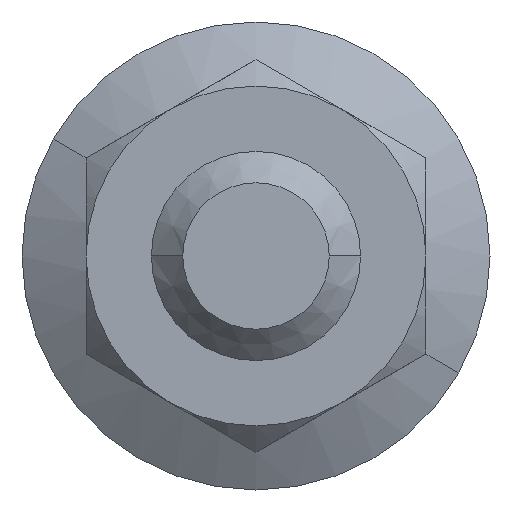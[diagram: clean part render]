
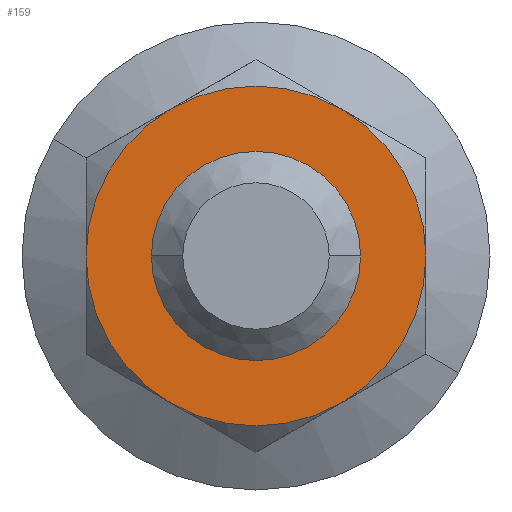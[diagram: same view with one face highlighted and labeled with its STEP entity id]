
A CAD part, front view. The second image highlights one B-rep face of the part: STEP entity #159.
In plain terms, the highlighted planar face has unit normal (0, -1, 0).
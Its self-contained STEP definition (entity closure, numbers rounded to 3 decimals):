
#54 = AXIS2_PLACEMENT_3D ( 'NONE', #744, #1923, #917 ) ;
#62 = VERTEX_POINT ( 'NONE', #338 ) ;
#82 = AXIS2_PLACEMENT_3D ( 'NONE', #886, #2074, #1062 ) ;
#101 = CIRCLE ( 'NONE', #1709, 6.5 ) ;
#102 = ORIENTED_EDGE ( 'NONE', *, *, #1112, .T. ) ;
#111 = ORIENTED_EDGE ( 'NONE', *, *, #1122, .F. ) ;
#140 = ORIENTED_EDGE ( 'NONE', *, *, #1831, .T. ) ;
#159 = ADVANCED_FACE ( 'NONE', ( #1558, #1999 ), #1851, .T. ) ;
#222 = CIRCLE ( 'NONE', #1611, 3.324 ) ;
#258 = CARTESIAN_POINT ( 'NONE',  ( 0., -33., 0. ) ) ;
#259 = DIRECTION ( 'NONE',  ( 0., -1., 0. ) ) ;
#274 = AXIS2_PLACEMENT_3D ( 'NONE', #258, #1425, #426 ) ;
#305 = EDGE_CURVE ( 'NONE', #2002, #1321, #101, .T. ) ;
#312 = DIRECTION ( 'NONE',  ( 0., -1., 0. ) ) ;
#338 = CARTESIAN_POINT ( 'NONE',  ( -2.878, -33., 1.662 ) ) ;
#343 = EDGE_LOOP ( 'NONE', ( #348, #111 ) ) ;
#348 = ORIENTED_EDGE ( 'NONE', *, *, #2052, .F. ) ;
#426 = DIRECTION ( 'NONE',  ( -0.866, 0., 0.5 ) ) ;
#453 = AXIS2_PLACEMENT_3D ( 'NONE', #1248, #259, #1427 ) ;
#471 = ORIENTED_EDGE ( 'NONE', *, *, #1591, .T. ) ;
#473 = VERTEX_POINT ( 'NONE', #877 ) ;
#582 = CIRCLE ( 'NONE', #82, 6.5 ) ;
#630 = CARTESIAN_POINT ( 'NONE',  ( 0., -33., 0. ) ) ;
#701 = DIRECTION ( 'NONE',  ( 0., -1., 0. ) ) ;
#720 = ORIENTED_EDGE ( 'NONE', *, *, #1682, .T. ) ;
#744 = CARTESIAN_POINT ( 'NONE',  ( 0., -33., 0. ) ) ;
#751 = CIRCLE ( 'NONE', #274, 3.324 ) ;
#877 = CARTESIAN_POINT ( 'NONE',  ( -6.5, -33., 0. ) ) ;
#886 = CARTESIAN_POINT ( 'NONE',  ( 0., -33., 0. ) ) ;
#900 = DIRECTION ( 'NONE',  ( -0.866, 0., 0.5 ) ) ;
#916 = CARTESIAN_POINT ( 'NONE',  ( 0., -33., 0. ) ) ;
#917 = DIRECTION ( 'NONE',  ( 0.5, 0., 0.866 ) ) ;
#925 = CARTESIAN_POINT ( 'NONE',  ( -3.25, -33., -5.629 ) ) ;
#929 = CIRCLE ( 'NONE', #453, 6.5 ) ;
#962 = EDGE_LOOP ( 'NONE', ( #471, #2027, #720, #140, #1450, #102 ) ) ;
#966 = DIRECTION ( 'NONE',  ( 0., -1., 0. ) ) ;
#984 = VERTEX_POINT ( 'NONE', #2036 ) ;
#1013 = CARTESIAN_POINT ( 'NONE',  ( -6.5, -33., 3.753 ) ) ;
#1062 = DIRECTION ( 'NONE',  ( 0.5, 0., 0.866 ) ) ;
#1073 = CIRCLE ( 'NONE', #2082, 6.5 ) ;
#1094 = DIRECTION ( 'NONE',  ( 0.5, 0., 0.866 ) ) ;
#1112 = EDGE_CURVE ( 'NONE', #1321, #984, #1073, .T. ) ;
#1122 = EDGE_CURVE ( 'NONE', #1453, #62, #751, .T. ) ;
#1248 = CARTESIAN_POINT ( 'NONE',  ( 0., -33., 0. ) ) ;
#1315 = CARTESIAN_POINT ( 'NONE',  ( 3.25, -33., -5.629 ) ) ;
#1321 = VERTEX_POINT ( 'NONE', #1495 ) ;
#1424 = DIRECTION ( 'NONE',  ( 0., -1., 0. ) ) ;
#1425 = DIRECTION ( 'NONE',  ( 0., -1., 0. ) ) ;
#1427 = DIRECTION ( 'NONE',  ( 0.5, 0., 0.866 ) ) ;
#1445 = AXIS2_PLACEMENT_3D ( 'NONE', #1013, #1424, #900 ) ;
#1450 = ORIENTED_EDGE ( 'NONE', *, *, #305, .T. ) ;
#1453 = VERTEX_POINT ( 'NONE', #1489 ) ;
#1489 = CARTESIAN_POINT ( 'NONE',  ( 2.878, -33., -1.662 ) ) ;
#1495 = CARTESIAN_POINT ( 'NONE',  ( 3.25, -33., 5.629 ) ) ;
#1558 = FACE_BOUND ( 'NONE', #343, .T. ) ;
#1591 = EDGE_CURVE ( 'NONE', #984, #473, #1975, .T. ) ;
#1611 = AXIS2_PLACEMENT_3D ( 'NONE', #1970, #966, #2144 ) ;
#1650 = DIRECTION ( 'NONE',  ( 0.5, 0., 0.866 ) ) ;
#1659 = CIRCLE ( 'NONE', #54, 6.5 ) ;
#1682 = EDGE_CURVE ( 'NONE', #1899, #2106, #582, .T. ) ;
#1708 = CARTESIAN_POINT ( 'NONE',  ( 0., -33., 0. ) ) ;
#1709 = AXIS2_PLACEMENT_3D ( 'NONE', #630, #312, #1650 ) ;
#1831 = EDGE_CURVE ( 'NONE', #2106, #2002, #1659, .T. ) ;
#1851 = PLANE ( 'NONE',  #1445 ) ;
#1862 = EDGE_CURVE ( 'NONE', #473, #1899, #929, .T. ) ;
#1875 = DIRECTION ( 'NONE',  ( 0.5, 0., 0.866 ) ) ;
#1899 = VERTEX_POINT ( 'NONE', #925 ) ;
#1916 = AXIS2_PLACEMENT_3D ( 'NONE', #1708, #701, #1875 ) ;
#1923 = DIRECTION ( 'NONE',  ( 0., -1., 0. ) ) ;
#1970 = CARTESIAN_POINT ( 'NONE',  ( 0., -33., 0. ) ) ;
#1975 = CIRCLE ( 'NONE', #1916, 6.5 ) ;
#1999 = FACE_OUTER_BOUND ( 'NONE', #962, .T. ) ;
#2002 = VERTEX_POINT ( 'NONE', #2140 ) ;
#2027 = ORIENTED_EDGE ( 'NONE', *, *, #1862, .T. ) ;
#2036 = CARTESIAN_POINT ( 'NONE',  ( -3.25, -33., 5.629 ) ) ;
#2052 = EDGE_CURVE ( 'NONE', #62, #1453, #222, .T. ) ;
#2074 = DIRECTION ( 'NONE',  ( 0., -1., 0. ) ) ;
#2082 = AXIS2_PLACEMENT_3D ( 'NONE', #916, #2096, #1094 ) ;
#2096 = DIRECTION ( 'NONE',  ( 0., -1., 0. ) ) ;
#2106 = VERTEX_POINT ( 'NONE', #1315 ) ;
#2140 = CARTESIAN_POINT ( 'NONE',  ( 6.5, -33., 0. ) ) ;
#2144 = DIRECTION ( 'NONE',  ( -0.866, 0., 0.5 ) ) ;
